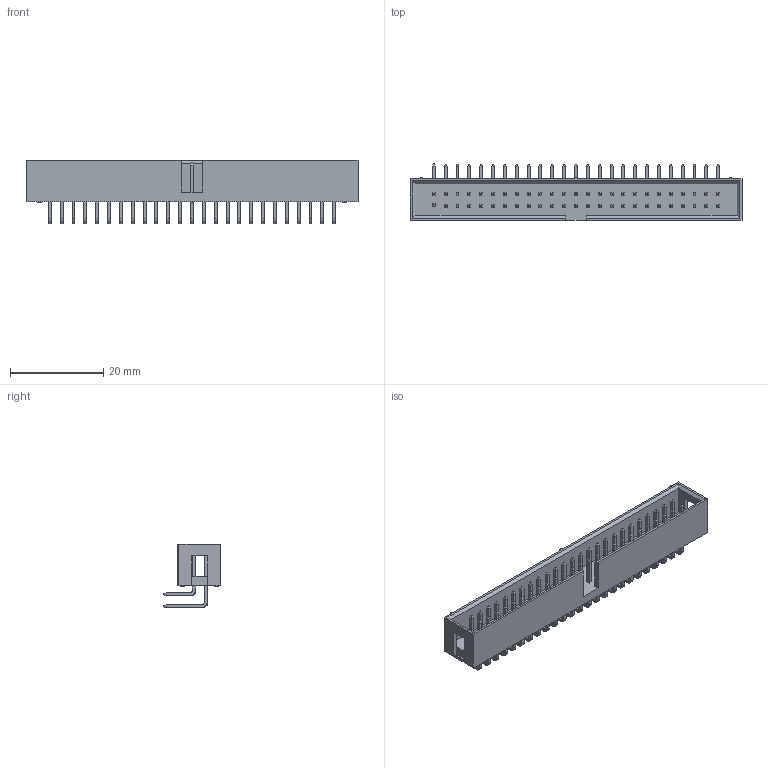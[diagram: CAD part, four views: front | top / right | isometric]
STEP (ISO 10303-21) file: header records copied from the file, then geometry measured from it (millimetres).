
FILE_DESCRIPTION(('STEP AP214'),'1');
FILE_NAME('61205021721.stp','2018-02-20T05:02:02',('TraceParts'),('TraceParts S.A.'),'Spatial InterOp 3D',' ',' ');
FILE_SCHEMA(('automotive_design'));
Length unit declared in the file: millimetre
Products named in the file (51): 61205021721_1; 61205021721_2; 61205021721_3; 61205021721_4; 61205021721_5; 61205021721_6; 61205021721_7; 61205021721_8; 61205021721_9; 61205021721_10; 61205021721_11; 61205021721_12; 61205021721_13; 61205021721_14; 61205021721_15; 61205021721_16; 61205021721_17; 61205021721_18; 61205021721_19; 61205021721_20; 61205021721_21; 61205021721_22; 61205021721_23; 61205021721_24; 61205021721_25; 61205021721_26; 61205021721_27; 61205021721_28; 61205021721_29; 61205021721_30; 61205021721_31; 61205021721_32; 61205021721_33; 61205021721_34; 61205021721_35; 61205021721_36; 61205021721_37; 61205021721_38; 61205021721_39; 61205021721_40 ...
Bounding box: 71.16 x 12.11 x 13.55 mm (x, y, z)
Volume: 2614.1 mm3; surface area: 6178.5 mm2
Topology: 51 solids, 51 shells, 1351 faces, 3133 edges, 1886 vertices
Faces by surface type: plane 1236, cylinder 115
Entity records: 48735 total; most frequent: CARTESIAN_POINT 6421, ORIENTED_EDGE 6266, DIRECTION 6167, EDGE_CURVE 3133, LINE 2903, VECTOR 2903, VERTEX_POINT 1886, AXIS2_PLACEMENT_3D 1632
